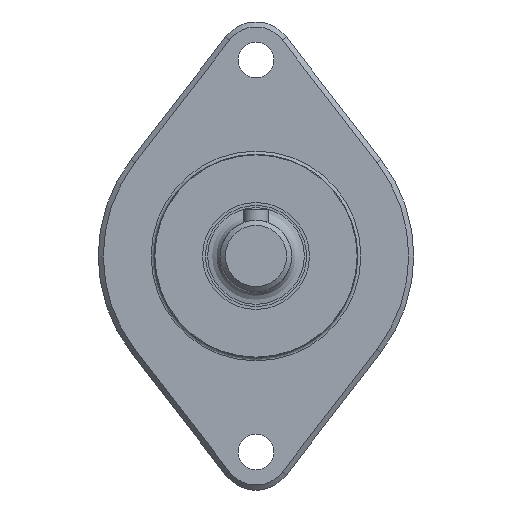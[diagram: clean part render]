
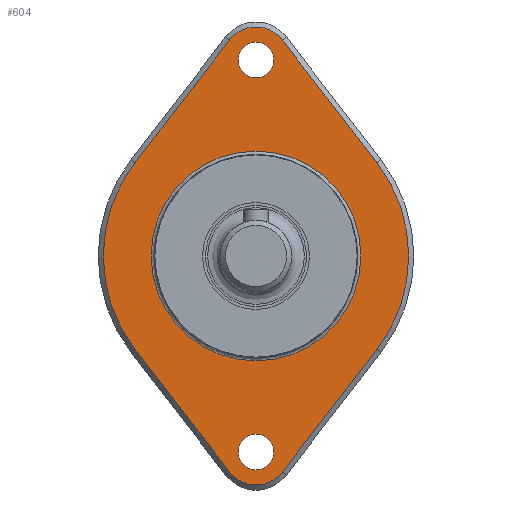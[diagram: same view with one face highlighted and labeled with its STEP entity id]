
A CAD part, left-side view. The second image highlights one B-rep face of the part: STEP entity #604.
In plain terms, the highlighted planar face has unit normal (-1, 0, 0).
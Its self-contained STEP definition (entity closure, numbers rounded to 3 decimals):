
#472=CARTESIAN_POINT('',(-98.2,20.6,0.));
#473=VERTEX_POINT('',#472);
#474=CARTESIAN_POINT('',(-98.2,0.,0.));
#475=DIRECTION('',(-1.0,0.0,0.0));
#476=DIRECTION('',(0.0,-1.0,0.0));
#477=AXIS2_PLACEMENT_3D('',#474,#475,#476);
#478=CIRCLE('',#477,20.6);
#479=EDGE_CURVE('',#473,#473,#478,.T.);
#504=CARTESIAN_POINT('',(-98.2,0.,0.));
#505=DIRECTION('',(-1.0,0.0,0.0));
#506=DIRECTION('',(0.0,1.0,0.0));
#507=AXIS2_PLACEMENT_3D('',#504,#505,#506);
#508=PLANE('',#507);
#509=CARTESIAN_POINT('',(-98.2,5.149,-42.468));
#510=VERTEX_POINT('',#509);
#511=CARTESIAN_POINT('',(-98.2,23.763,-18.312));
#512=VERTEX_POINT('',#511);
#513=CARTESIAN_POINT('',(-98.2,5.149,-42.468));
#514=DIRECTION('',(0.0,0.61,0.792));
#515=VECTOR('',#514,30.496);
#516=LINE('',#513,#515);
#517=EDGE_CURVE('',#510,#512,#516,.T.);
#518=ORIENTED_EDGE('',*,*,#517,.F.);
#519=CARTESIAN_POINT('',(-98.2,-5.149,-42.468));
#520=VERTEX_POINT('',#519);
#521=CARTESIAN_POINT('',(-98.2,0.,-38.5));
#522=DIRECTION('',(1.0,0.,0.));
#523=DIRECTION('',(0.,0.792,-0.61));
#524=AXIS2_PLACEMENT_3D('',#521,#522,#523);
#525=CIRCLE('',#524,6.5);
#526=EDGE_CURVE('',#520,#510,#525,.T.);
#527=ORIENTED_EDGE('',*,*,#526,.F.);
#528=CARTESIAN_POINT('',(-98.2,-23.763,-18.312));
#529=VERTEX_POINT('',#528);
#530=CARTESIAN_POINT('',(-98.2,-23.763,-18.312));
#531=DIRECTION('',(0.0,0.61,-0.792));
#532=VECTOR('',#531,30.496);
#533=LINE('',#530,#532);
#534=EDGE_CURVE('',#529,#520,#533,.T.);
#535=ORIENTED_EDGE('',*,*,#534,.F.);
#536=CARTESIAN_POINT('',(-98.2,-23.763,18.312));
#537=VERTEX_POINT('',#536);
#538=CARTESIAN_POINT('',(-98.2,0.,0.));
#539=DIRECTION('',(1.,0.,0.));
#540=DIRECTION('',(0.,-0.792,-0.61));
#541=AXIS2_PLACEMENT_3D('',#538,#539,#540);
#542=CIRCLE('',#541,30.);
#543=EDGE_CURVE('',#537,#529,#542,.T.);
#544=ORIENTED_EDGE('',*,*,#543,.F.);
#545=CARTESIAN_POINT('',(-98.2,-5.149,42.468));
#546=VERTEX_POINT('',#545);
#547=CARTESIAN_POINT('',(-98.2,-5.149,42.468));
#548=DIRECTION('',(0.,-0.61,-0.792));
#549=VECTOR('',#548,30.496);
#550=LINE('',#547,#549);
#551=EDGE_CURVE('',#546,#537,#550,.T.);
#552=ORIENTED_EDGE('',*,*,#551,.F.);
#553=CARTESIAN_POINT('',(-98.2,5.149,42.468));
#554=VERTEX_POINT('',#553);
#555=CARTESIAN_POINT('',(-98.2,0.,38.5));
#556=DIRECTION('',(1.,0.,0.));
#557=DIRECTION('',(0.,-0.792,0.61));
#558=AXIS2_PLACEMENT_3D('',#555,#556,#557);
#559=CIRCLE('',#558,6.5);
#560=EDGE_CURVE('',#554,#546,#559,.T.);
#561=ORIENTED_EDGE('',*,*,#560,.F.);
#562=CARTESIAN_POINT('',(-98.2,23.763,18.312));
#563=VERTEX_POINT('',#562);
#564=CARTESIAN_POINT('',(-98.2,23.763,18.312));
#565=DIRECTION('',(0.,-0.61,0.792));
#566=VECTOR('',#565,30.496);
#567=LINE('',#564,#566);
#568=EDGE_CURVE('',#563,#554,#567,.T.);
#569=ORIENTED_EDGE('',*,*,#568,.F.);
#570=CARTESIAN_POINT('',(-98.2,0.,0.));
#571=DIRECTION('',(1.,0.,0.));
#572=DIRECTION('',(0.,0.792,0.61));
#573=AXIS2_PLACEMENT_3D('',#570,#571,#572);
#574=CIRCLE('',#573,30.);
#575=EDGE_CURVE('',#512,#563,#574,.T.);
#576=ORIENTED_EDGE('',*,*,#575,.F.);
#577=EDGE_LOOP('',(#518,#527,#535,#544,#552,#561,#569,#576));
#578=FACE_OUTER_BOUND('',#577,.T.);
#579=CARTESIAN_POINT('',(-98.2,3.5,38.5));
#580=VERTEX_POINT('',#579);
#581=CARTESIAN_POINT('',(-98.2,0.,38.5));
#582=DIRECTION('',(1.0,0.0,0.0));
#583=DIRECTION('',(0.0,1.0,0.0));
#584=AXIS2_PLACEMENT_3D('',#581,#582,#583);
#585=CIRCLE('',#584,3.5);
#586=EDGE_CURVE('',#580,#580,#585,.T.);
#587=ORIENTED_EDGE('',*,*,#586,.T.);
#588=EDGE_LOOP('',(#587));
#589=FACE_BOUND('',#588,.T.);
#590=CARTESIAN_POINT('',(-98.2,3.5,-38.5));
#591=VERTEX_POINT('',#590);
#592=CARTESIAN_POINT('',(-98.2,0.,-38.5));
#593=DIRECTION('',(1.0,0.0,0.0));
#594=DIRECTION('',(0.0,1.0,0.0));
#595=AXIS2_PLACEMENT_3D('',#592,#593,#594);
#596=CIRCLE('',#595,3.5);
#597=EDGE_CURVE('',#591,#591,#596,.T.);
#598=ORIENTED_EDGE('',*,*,#597,.T.);
#599=EDGE_LOOP('',(#598));
#600=FACE_BOUND('',#599,.T.);
#601=ORIENTED_EDGE('',*,*,#479,.F.);
#602=EDGE_LOOP('',(#601));
#603=FACE_BOUND('',#602,.T.);
#604=ADVANCED_FACE('',(#578,#589,#600,#603),#508,.T.);
